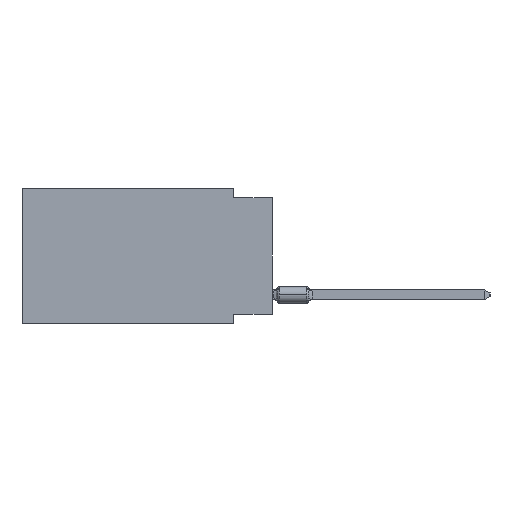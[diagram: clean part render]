
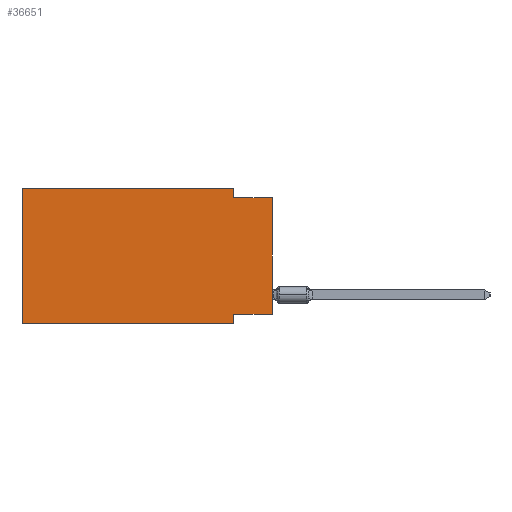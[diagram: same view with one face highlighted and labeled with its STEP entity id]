
A CAD part, left-side view. The second image highlights one B-rep face of the part: STEP entity #36651.
In plain terms, the highlighted planar face has unit normal (-1, 0, 0).
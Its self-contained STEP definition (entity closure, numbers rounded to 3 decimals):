
#1255 = VERTEX_POINT ( 'NONE', #25706 ) ;
#2551 = ORIENTED_EDGE ( 'NONE', *, *, #28464, .T. ) ;
#2685 = DIRECTION ( 'NONE',  ( 0., 0., -1. ) ) ;
#5231 = LINE ( 'NONE', #57700, #17946 ) ;
#7865 = DIRECTION ( 'NONE',  ( 0., 0., -1. ) ) ;
#8246 = LINE ( 'NONE', #55107, #53571 ) ;
#8702 = VERTEX_POINT ( 'NONE', #60487 ) ;
#9714 = EDGE_CURVE ( 'NONE', #30072, #1255, #56592, .T. ) ;
#10095 = ORIENTED_EDGE ( 'NONE', *, *, #18224, .T. ) ;
#11215 = DIRECTION ( 'NONE',  ( 0., -1., 0. ) ) ;
#11510 = CARTESIAN_POINT ( 'NONE',  ( 0., 16.383, -8.89 ) ) ;
#12184 = AXIS2_PLACEMENT_3D ( 'NONE', #15795, #34716, #2685 ) ;
#12442 = ORIENTED_EDGE ( 'NONE', *, *, #34354, .F. ) ;
#12581 = VECTOR ( 'NONE', #52427, 1000. ) ;
#13734 = VERTEX_POINT ( 'NONE', #27353 ) ;
#15191 = LINE ( 'NONE', #57077, #12581 ) ;
#15795 = CARTESIAN_POINT ( 'NONE',  ( 0., 16.383, 0. ) ) ;
#17946 = VECTOR ( 'NONE', #19245, 1000. ) ;
#18189 = ORIENTED_EDGE ( 'NONE', *, *, #54000, .F. ) ;
#18224 = EDGE_CURVE ( 'NONE', #8702, #1255, #30439, .T. ) ;
#18556 = VERTEX_POINT ( 'NONE', #32888 ) ;
#19051 = VERTEX_POINT ( 'NONE', #25657 ) ;
#19245 = DIRECTION ( 'NONE',  ( 0., 0., -1. ) ) ;
#19676 = CARTESIAN_POINT ( 'NONE',  ( 0., 0., -8.255 ) ) ;
#23835 = CARTESIAN_POINT ( 'NONE',  ( 0., 0., -8.255 ) ) ;
#25657 = CARTESIAN_POINT ( 'NONE',  ( 0., 2.54, 0. ) ) ;
#25706 = CARTESIAN_POINT ( 'NONE',  ( 0., 2.54, -8.89 ) ) ;
#26072 = VECTOR ( 'NONE', #51077, 1000. ) ;
#27172 = VERTEX_POINT ( 'NONE', #23835 ) ;
#27353 = CARTESIAN_POINT ( 'NONE',  ( 0., 0., -0.635 ) ) ;
#27709 = VECTOR ( 'NONE', #11215, 1000. ) ;
#28464 = EDGE_CURVE ( 'NONE', #27172, #13734, #15191, .T. ) ;
#30072 = VERTEX_POINT ( 'NONE', #41896 ) ;
#30129 = ORIENTED_EDGE ( 'NONE', *, *, #34150, .F. ) ;
#30439 = LINE ( 'NONE', #11510, #27709 ) ;
#31270 = CARTESIAN_POINT ( 'NONE',  ( 0., 16.383, 0. ) ) ;
#32180 = LINE ( 'NONE', #31270, #38765 ) ;
#32888 = CARTESIAN_POINT ( 'NONE',  ( 0., 2.54, -0.635 ) ) ;
#34150 = EDGE_CURVE ( 'NONE', #19051, #18556, #5231, .T. ) ;
#34232 = DIRECTION ( 'NONE',  ( 0., 1., 0. ) ) ;
#34354 = EDGE_CURVE ( 'NONE', #8702, #37080, #32180, .T. ) ;
#34716 = DIRECTION ( 'NONE',  ( 1., 0., 0. ) ) ;
#36651 = ADVANCED_FACE ( 'NONE', ( #39368 ), #58297, .F. ) ;
#37080 = VERTEX_POINT ( 'NONE', #44797 ) ;
#38765 = VECTOR ( 'NONE', #45251, 1000. ) ;
#39047 = VECTOR ( 'NONE', #34232, 1000. ) ;
#39368 = FACE_OUTER_BOUND ( 'NONE', #39787, .T. ) ;
#39787 = EDGE_LOOP ( 'NONE', ( #2551, #47449, #30129, #60335, #12442, #10095, #52436, #18189 ) ) ;
#40270 = VECTOR ( 'NONE', #7865, 1000. ) ;
#41896 = CARTESIAN_POINT ( 'NONE',  ( 0., 2.54, -8.255 ) ) ;
#44797 = CARTESIAN_POINT ( 'NONE',  ( 0., 16.383, 0. ) ) ;
#45251 = DIRECTION ( 'NONE',  ( 0., 0., 1. ) ) ;
#45318 = EDGE_CURVE ( 'NONE', #37080, #19051, #8246, .T. ) ;
#46116 = DIRECTION ( 'NONE',  ( 0., -1., 0. ) ) ;
#47449 = ORIENTED_EDGE ( 'NONE', *, *, #53585, .F. ) ;
#51077 = DIRECTION ( 'NONE',  ( 0., -1., 0. ) ) ;
#51697 = CARTESIAN_POINT ( 'NONE',  ( 0., 0., -0.635 ) ) ;
#52242 = LINE ( 'NONE', #19676, #39047 ) ;
#52427 = DIRECTION ( 'NONE',  ( 0., 0., 1. ) ) ;
#52436 = ORIENTED_EDGE ( 'NONE', *, *, #9714, .F. ) ;
#53571 = VECTOR ( 'NONE', #46116, 1000. ) ;
#53585 = EDGE_CURVE ( 'NONE', #18556, #13734, #55735, .T. ) ;
#54000 = EDGE_CURVE ( 'NONE', #27172, #30072, #52242, .T. ) ;
#55107 = CARTESIAN_POINT ( 'NONE',  ( 0., 16.383, 0. ) ) ;
#55735 = LINE ( 'NONE', #51697, #26072 ) ;
#56276 = CARTESIAN_POINT ( 'NONE',  ( 0., 2.54, -8.89 ) ) ;
#56592 = LINE ( 'NONE', #56276, #40270 ) ;
#57077 = CARTESIAN_POINT ( 'NONE',  ( 0., 0., 0. ) ) ;
#57700 = CARTESIAN_POINT ( 'NONE',  ( 0., 2.54, 0. ) ) ;
#58297 = PLANE ( 'NONE',  #12184 ) ;
#60335 = ORIENTED_EDGE ( 'NONE', *, *, #45318, .F. ) ;
#60487 = CARTESIAN_POINT ( 'NONE',  ( 0., 16.383, -8.89 ) ) ;
